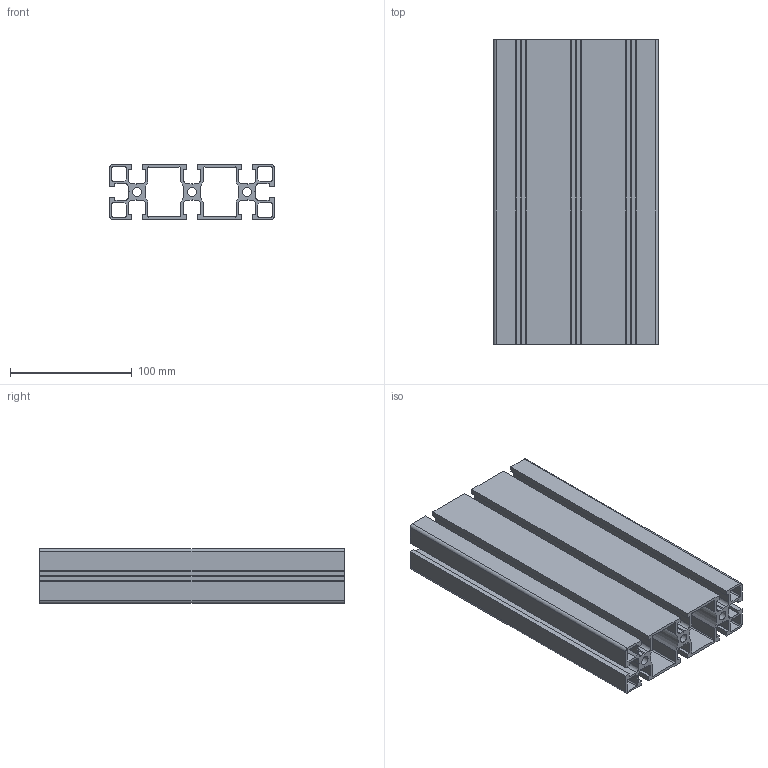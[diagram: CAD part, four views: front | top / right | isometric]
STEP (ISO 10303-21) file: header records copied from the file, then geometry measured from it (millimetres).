
FILE_DESCRIPTION(/* description */ (''),/* implementation_level */ '2;1');
FILE_NAME(/* name */ '10-45132-0 v2.step',/* time_stamp */ '2020-12-03T13:08:31-05:00',/* author */ (''),/* organization */ (''),/* preprocessor_version */ 'ST-DEVELOPER v18.1',/* originating_system */ 'Autodesk Translation Framework v9.3.0.1241',/* authorisation */ '');
FILE_SCHEMA (('AUTOMOTIVE_DESIGN { 1 0 10303 214 3 1 1 }'));
Length unit declared in the file: millimetre
Products named in the file (1): 10-45132-0
Bounding box: 135.14 x 250 x 45 mm (x, y, z)
Volume: 400218.5 mm3; surface area: 302655.6 mm2
Topology: 1 solids, 1 shells, 177 faces, 525 edges, 350 vertices
Faces by surface type: plane 124, cylinder 53
Full cylindrical faces by diameter (mm): 7.4 x3
Entity records: 5974 total; most frequent: CARTESIAN_POINT 1053, ORIENTED_EDGE 1050, DIRECTION 987, EDGE_CURVE 525, LINE 419, VECTOR 419, VERTEX_POINT 350, AXIS2_PLACEMENT_3D 284
